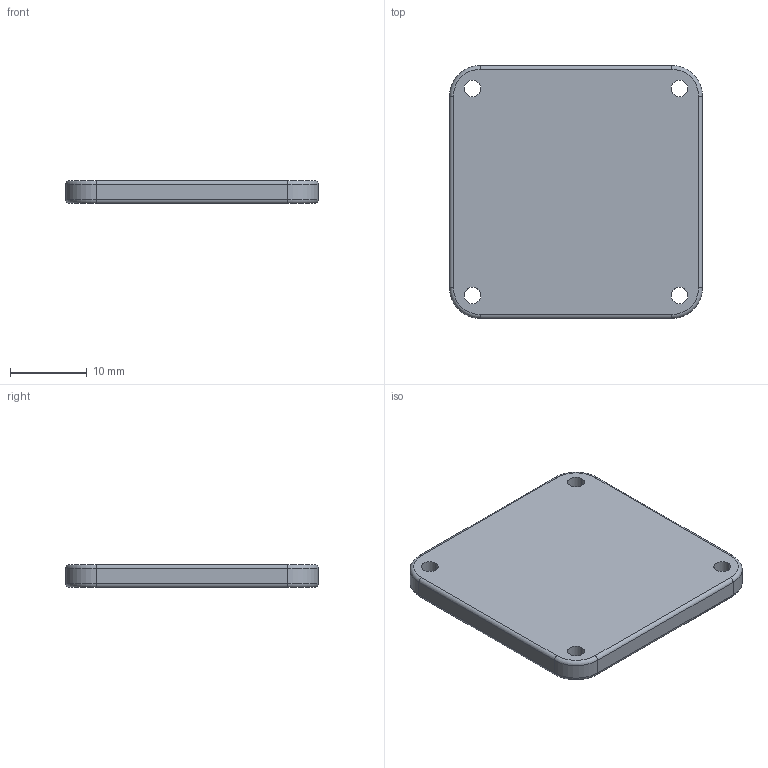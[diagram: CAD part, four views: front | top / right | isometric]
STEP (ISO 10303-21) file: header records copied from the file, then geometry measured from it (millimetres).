
FILE_DESCRIPTION (( 'STEP AP203' ), '1' );
FILE_NAME ('drone_fc_test_Défaut_sldprt.STEP', '2021-02-07T17:37:33', ( '' ), ( '' ), 'SwSTEP 2.0', 'SolidWorks 2019', '' );
FILE_SCHEMA (( 'CONFIG_CONTROL_DESIGN' ));
Length unit declared in the file: millimetre
Products named in the file (1): drone_fc_test_Défaut_sldprt
Bounding box: 33 x 33 x 3 mm (x, y, z)
Volume: 3166.8 mm3; surface area: 2524.5 mm2
Topology: 1 solids, 1 shells, 34 faces, 80 edges, 48 vertices
Faces by surface type: cylinder 20, torus 8, plane 6
Entity records: 1077 total; most frequent: DIRECTION 198, CARTESIAN_POINT 163, ORIENTED_EDGE 160, AXIS2_PLACEMENT_3D 83, EDGE_CURVE 80, CIRCLE 48, VERTEX_POINT 48, EDGE_LOOP 42
